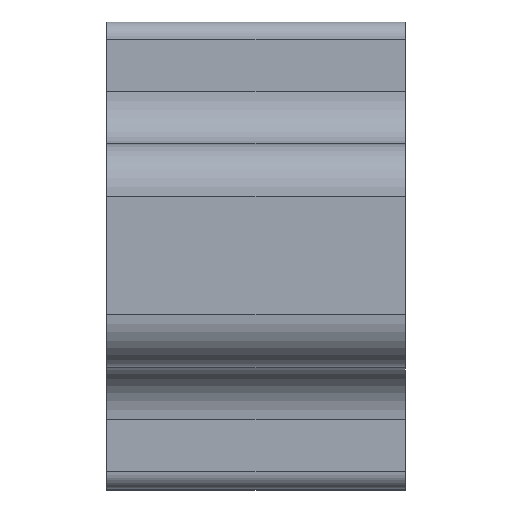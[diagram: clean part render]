
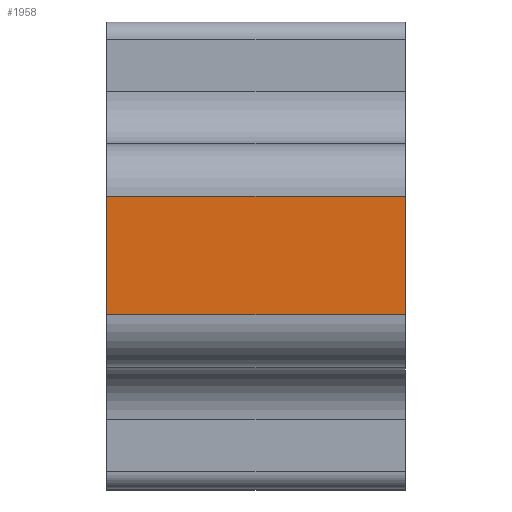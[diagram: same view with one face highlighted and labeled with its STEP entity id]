
A CAD part, top view. The second image highlights one B-rep face of the part: STEP entity #1958.
In plain terms, the highlighted planar face has unit normal (0, 0, 1).
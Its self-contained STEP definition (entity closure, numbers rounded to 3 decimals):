
#214=FACE_OUTER_BOUND('',#333,.T.);
#333=EDGE_LOOP('',(#1763,#1764,#1765,#1766));
#350=LINE('',#2722,#570);
#439=LINE('',#2953,#659);
#469=LINE('',#3032,#689);
#474=LINE('',#3041,#694);
#570=VECTOR('',#2172,10.);
#659=VECTOR('',#2379,10.);
#689=VECTOR('',#2459,10.);
#694=VECTOR('',#2472,10.);
#800=VERTEX_POINT('',#2719);
#801=VERTEX_POINT('',#2721);
#883=VERTEX_POINT('',#2950);
#884=VERTEX_POINT('',#2952);
#982=EDGE_CURVE('',#800,#801,#350,.T.);
#1096=EDGE_CURVE('',#883,#884,#439,.T.);
#1137=EDGE_CURVE('',#801,#883,#469,.T.);
#1142=EDGE_CURVE('',#884,#800,#474,.T.);
#1763=ORIENTED_EDGE('',*,*,#1137,.F.);
#1764=ORIENTED_EDGE('',*,*,#982,.F.);
#1765=ORIENTED_EDGE('',*,*,#1142,.F.);
#1766=ORIENTED_EDGE('',*,*,#1096,.F.);
#1854=PLANE('',#2130);
#1958=ADVANCED_FACE('',(#214),#1854,.T.);
#2130=AXIS2_PLACEMENT_3D('',#3229,#2665,#2666);
#2172=DIRECTION('',(0.,-1.,0.));
#2379=DIRECTION('',(0.,1.,0.));
#2459=DIRECTION('',(-1.,0.,0.));
#2472=DIRECTION('',(1.,0.,0.));
#2665=DIRECTION('center_axis',(0.,0.,1.));
#2666=DIRECTION('ref_axis',(0.,-1.,0.));
#2719=CARTESIAN_POINT('',(17.3,-18.95,62.));
#2721=CARTESIAN_POINT('',(17.3,-25.75,62.));
#2722=CARTESIAN_POINT('',(17.3,-35.75,62.));
#2950=CARTESIAN_POINT('',(0.2,-25.75,62.));
#2952=CARTESIAN_POINT('',(0.2,-18.95,62.));
#2953=CARTESIAN_POINT('',(0.2,-28.75,62.));
#3032=CARTESIAN_POINT('',(14.3,-25.75,62.));
#3041=CARTESIAN_POINT('',(14.3,-18.95,62.));
#3229=CARTESIAN_POINT('Origin',(14.3,-15.95,62.));
